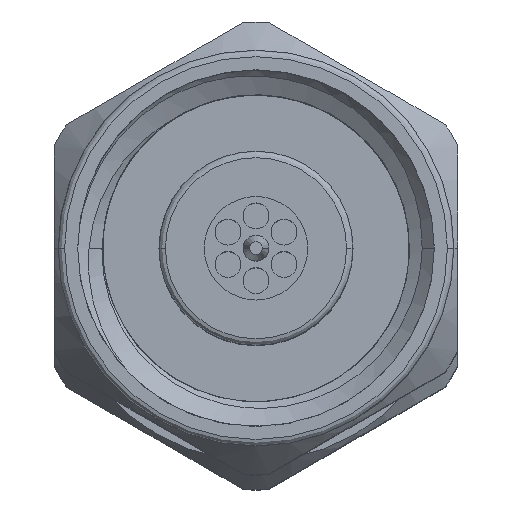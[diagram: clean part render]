
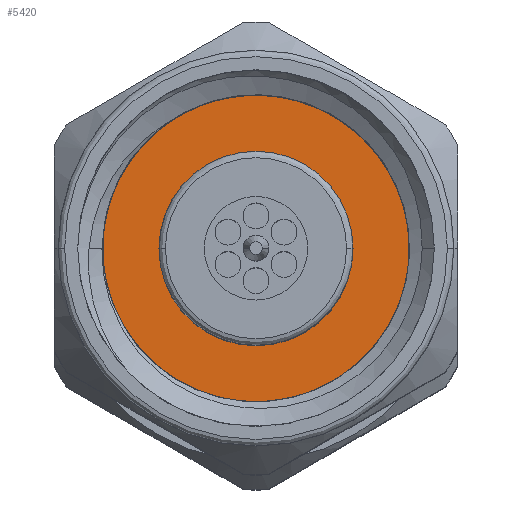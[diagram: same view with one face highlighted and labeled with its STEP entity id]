
A CAD part, top view. The second image highlights one B-rep face of the part: STEP entity #5420.
In plain terms, the highlighted face is planar.
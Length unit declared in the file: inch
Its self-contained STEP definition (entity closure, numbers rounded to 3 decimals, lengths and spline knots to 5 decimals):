
#12 = DIRECTION ( 'NONE',  ( 0., 0., 1. ) ) ;
#134 = CIRCLE ( 'NONE', #331, 0.1378 ) ;
#331 = AXIS2_PLACEMENT_3D ( 'NONE', #5538, #1879, #8544 ) ;
#780 = ORIENTED_EDGE ( 'NONE', *, *, #10277, .T. ) ;
#1145 = EDGE_CURVE ( 'NONE', #12373, #10783, #8878, .T. ) ;
#1448 = EDGE_LOOP ( 'NONE', ( #4082, #780 ) ) ;
#1879 = DIRECTION ( 'NONE',  ( -1., 0., 0. ) ) ;
#2191 = FACE_OUTER_BOUND ( 'NONE', #1448, .T. ) ;
#2860 = DIRECTION ( 'NONE',  ( -1., 0., 0. ) ) ;
#4082 = ORIENTED_EDGE ( 'NONE', *, *, #1145, .T. ) ;
#5029 = CARTESIAN_POINT ( 'NONE',  ( 0.3, 0., 0.1378 ) ) ;
#5094 = DIRECTION ( 'NONE',  ( 0., 0., 1. ) ) ;
#5420 = ADVANCED_FACE ( 'NONE', ( #2191 ), #11765, .T. ) ;
#5538 = CARTESIAN_POINT ( 'NONE',  ( 0.3, 0., 0. ) ) ;
#6047 = AXIS2_PLACEMENT_3D ( 'NONE', #7645, #2860, #12 ) ;
#6205 = CARTESIAN_POINT ( 'NONE',  ( 0.3, 0., 0. ) ) ;
#7645 = CARTESIAN_POINT ( 'NONE',  ( 0.3, 0., 0. ) ) ;
#8544 = DIRECTION ( 'NONE',  ( 0., 0., 1. ) ) ;
#8878 = CIRCLE ( 'NONE', #6047, 0.1378 ) ;
#10277 = EDGE_CURVE ( 'NONE', #10783, #12373, #134, .T. ) ;
#10783 = VERTEX_POINT ( 'NONE', #11248 ) ;
#10882 = DIRECTION ( 'NONE',  ( -1., 0., 0. ) ) ;
#11248 = CARTESIAN_POINT ( 'NONE',  ( 0.3, 0., -0.1378 ) ) ;
#11468 = AXIS2_PLACEMENT_3D ( 'NONE', #6205, #10882, #5094 ) ;
#11765 = PLANE ( 'NONE',  #11468 ) ;
#12373 = VERTEX_POINT ( 'NONE', #5029 ) ;
